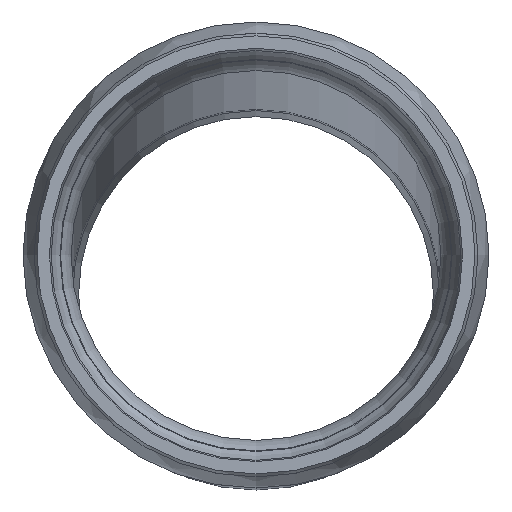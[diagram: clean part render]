
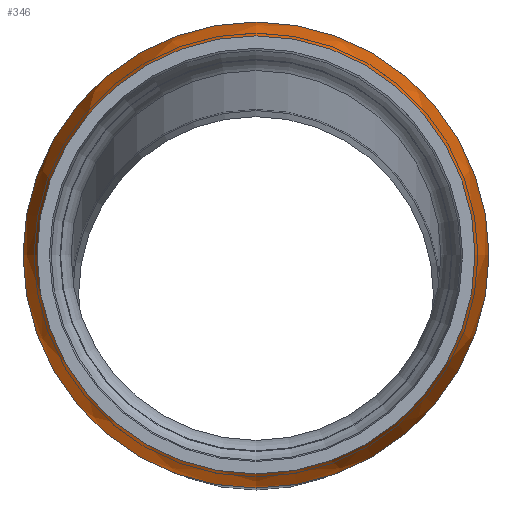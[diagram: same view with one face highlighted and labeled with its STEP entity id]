
A CAD part, top view. The second image highlights one B-rep face of the part: STEP entity #346.
In plain terms, the highlighted free-form (B-spline) face has degree [2, 2] with [3, 9] control points.
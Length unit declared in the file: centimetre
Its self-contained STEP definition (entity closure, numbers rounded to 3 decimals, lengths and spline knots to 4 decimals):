
#28=(
BOUNDED_SURFACE()
B_SPLINE_SURFACE(2,2,((#655,#656,#657,#658,#659,#660,#661,#662,#663),(#664,
#665,#666,#667,#668,#669,#670,#671,#672),(#673,#674,#675,#676,#677,#678,
#679,#680,#681)),.UNSPECIFIED.,.F.,.T.,.F.)
B_SPLINE_SURFACE_WITH_KNOTS((3,3),(3,2,2,2,3),(-0.4444,0.),
(-3.1416,-1.5708,0.,1.5708,3.1416),
 .UNSPECIFIED.)
GEOMETRIC_REPRESENTATION_ITEM()
RATIONAL_B_SPLINE_SURFACE(((1.,0.707,1.,0.707,1.,
0.707,1.,0.707,1.),(0.975,0.69,
0.975,0.69,0.975,0.69,
0.975,0.69,0.975),(1.,0.707,
1.,0.707,1.,0.707,1.,0.707,1.)))
REPRESENTATION_ITEM('')
SURFACE()
);
#62=FACE_OUTER_BOUND('',#85,.T.);
#85=EDGE_LOOP('',(#267,#268,#269,#270,#271));
#118=CIRCLE('',#387,29.6064);
#119=CIRCLE('',#388,31.5);
#120=CIRCLE('',#389,19.5);
#121=CIRCLE('',#390,31.5);
#157=VERTEX_POINT('',#653);
#158=VERTEX_POINT('',#682);
#159=VERTEX_POINT('',#683);
#196=EDGE_CURVE('',#157,#157,#118,.T.);
#197=EDGE_CURVE('',#158,#159,#119,.T.);
#198=EDGE_CURVE('',#158,#157,#120,.T.);
#199=EDGE_CURVE('',#159,#158,#121,.T.);
#267=ORIENTED_EDGE('',*,*,#197,.F.);
#268=ORIENTED_EDGE('',*,*,#198,.T.);
#269=ORIENTED_EDGE('',*,*,#196,.T.);
#270=ORIENTED_EDGE('',*,*,#198,.F.);
#271=ORIENTED_EDGE('',*,*,#199,.F.);
#346=ADVANCED_FACE('',(#62),#28,.F.);
#387=AXIS2_PLACEMENT_3D('',#654,#478,#479);
#388=AXIS2_PLACEMENT_3D('',#684,#480,#481);
#389=AXIS2_PLACEMENT_3D('',#685,#482,#483);
#390=AXIS2_PLACEMENT_3D('',#686,#484,#485);
#478=DIRECTION('center_axis',(0.,0.,
-1.));
#479=DIRECTION('ref_axis',(1.,0.,0.));
#480=DIRECTION('center_axis',(0.,0.,
-1.));
#481=DIRECTION('ref_axis',(1.,0.,0.));
#482=DIRECTION('center_axis',(-1.,0.,0.));
#483=DIRECTION('ref_axis',(0.,-1.,0.));
#484=DIRECTION('center_axis',(0.,0.,
-1.));
#485=DIRECTION('ref_axis',(1.,0.,0.));
#653=CARTESIAN_POINT('',(0.,-29.6064,3038.));
#654=CARTESIAN_POINT('Origin',(0.,0.,3038.));
#655=CARTESIAN_POINT('Ctrl Pts',(0.,-29.6064,
3038.));
#656=CARTESIAN_POINT('Ctrl Pts',(-29.6064,-29.6064,3038.));
#657=CARTESIAN_POINT('Ctrl Pts',(-29.6064,0.,
3038.));
#658=CARTESIAN_POINT('Ctrl Pts',(-29.6064,29.6064,3038.));
#659=CARTESIAN_POINT('Ctrl Pts',(0.,29.6064,3038.));
#660=CARTESIAN_POINT('Ctrl Pts',(29.6064,29.6064,3038.));
#661=CARTESIAN_POINT('Ctrl Pts',(29.6064,0.,3038.));
#662=CARTESIAN_POINT('Ctrl Pts',(29.6064,-29.6064,3038.));
#663=CARTESIAN_POINT('Ctrl Pts',(0.,-29.6064,
3038.));
#664=CARTESIAN_POINT('Ctrl Pts',(0.,-31.5,
3034.0226));
#665=CARTESIAN_POINT('Ctrl Pts',(-31.5,-31.5,3034.0226));
#666=CARTESIAN_POINT('Ctrl Pts',(-31.5,0.,
3034.0226));
#667=CARTESIAN_POINT('Ctrl Pts',(-31.5,31.5,3034.0226));
#668=CARTESIAN_POINT('Ctrl Pts',(0.,31.5,
3034.0226));
#669=CARTESIAN_POINT('Ctrl Pts',(31.5,31.5,3034.0226));
#670=CARTESIAN_POINT('Ctrl Pts',(31.5,0.,
3034.0226));
#671=CARTESIAN_POINT('Ctrl Pts',(31.5,-31.5,3034.0226));
#672=CARTESIAN_POINT('Ctrl Pts',(0.,-31.5,
3034.0226));
#673=CARTESIAN_POINT('Ctrl Pts',(0.,-31.5,3029.6175));
#674=CARTESIAN_POINT('Ctrl Pts',(-31.5,-31.5,3029.6175));
#675=CARTESIAN_POINT('Ctrl Pts',(-31.5,0.,
3029.6175));
#676=CARTESIAN_POINT('Ctrl Pts',(-31.5,31.5,3029.6175));
#677=CARTESIAN_POINT('Ctrl Pts',(0.,31.5,3029.6175));
#678=CARTESIAN_POINT('Ctrl Pts',(31.5,31.5,3029.6175));
#679=CARTESIAN_POINT('Ctrl Pts',(31.5,0.,
3029.6175));
#680=CARTESIAN_POINT('Ctrl Pts',(31.5,-31.5,3029.6175));
#681=CARTESIAN_POINT('Ctrl Pts',(0.,-31.5,3029.6175));
#682=CARTESIAN_POINT('',(0.,-31.5,3029.6175));
#683=CARTESIAN_POINT('',(31.5,0.,3029.6175));
#684=CARTESIAN_POINT('Origin',(0.,0.,3029.6175));
#685=CARTESIAN_POINT('Origin',(0.,-12.,
3029.6175));
#686=CARTESIAN_POINT('Origin',(0.,0.,3029.6175));
